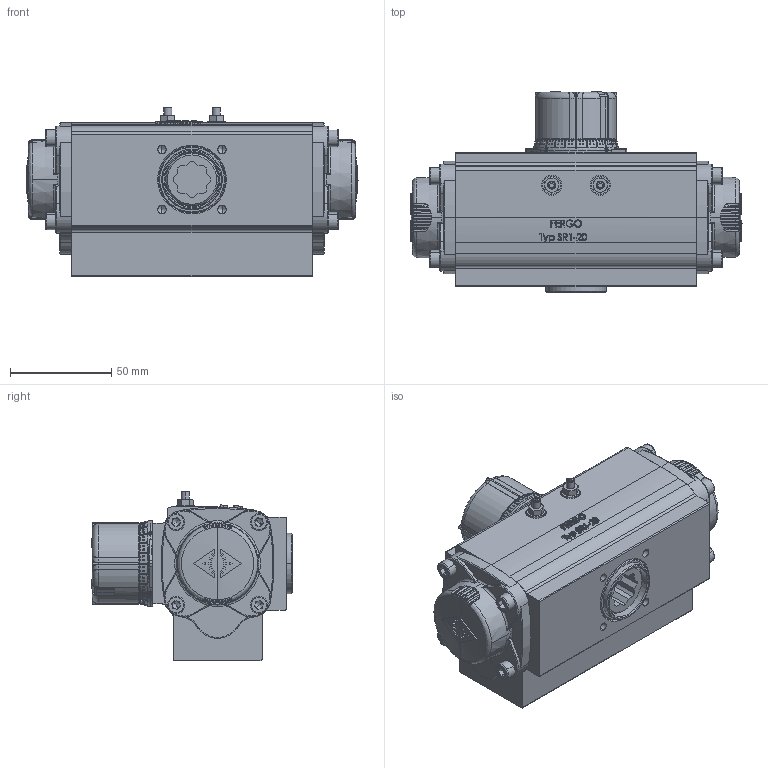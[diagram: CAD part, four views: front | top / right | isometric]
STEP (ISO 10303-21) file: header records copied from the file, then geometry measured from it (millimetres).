
FILE_DESCRIPTION (( 'STEP AP214' ), '1' );
FILE_NAME ('SR20-Pneumatischer-Einfachwirkend-Federschließend-Schwenkantrieb-Fergo.STEP', '2022-11-14T08:49:47', ( '' ), ( '' ), 'SwSTEP 2.0', 'SolidWorks 2022', '' );
FILE_SCHEMA (( 'AUTOMOTIVE_DESIGN' ));
Length unit declared in the file: millimetre
Products named in the file (1): SR20-Pneumatischer-Einfachwirkend-Federschließend-Schwenkantrieb-Fergo
Bounding box: 164.27 x 99.29 x 83.7 mm (x, y, z)
Volume: 398527.8 mm3; surface area: 125495.5 mm2
Topology: 28 solids, 28 shells, 3169 faces, 8501 edges, 5400 vertices
Faces by surface type: plane 1184, cylinder 1075, bspline 435, cone 291, torus 153, sphere 31
Entity records: 138047 total; most frequent: CARTESIAN_POINT 62736, ORIENTED_EDGE 16804, DIRECTION 14443, EDGE_CURVE 8402, AXIS2_PLACEMENT_3D 5453, VERTEX_POINT 5399, VECTOR 3537, LINE 3537
